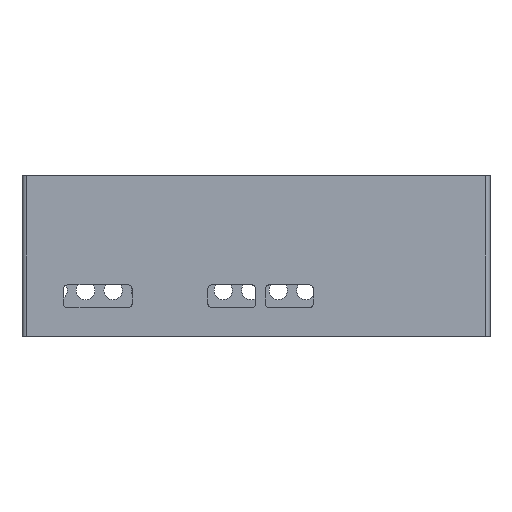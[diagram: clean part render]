
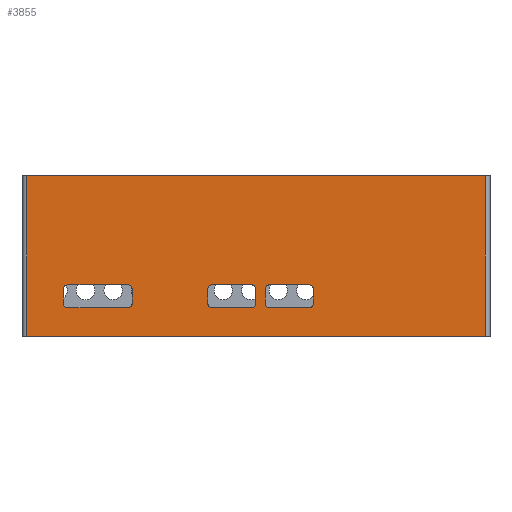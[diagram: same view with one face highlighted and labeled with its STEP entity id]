
A CAD part, front view. The second image highlights one B-rep face of the part: STEP entity #3855.
In plain terms, the highlighted planar face has unit normal (0, -1, 0).
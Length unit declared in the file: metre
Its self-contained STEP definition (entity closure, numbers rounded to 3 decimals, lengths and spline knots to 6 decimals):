
#162=LINE('',#5961,#478);
#163=LINE('',#5965,#479);
#164=LINE('',#5969,#480);
#165=LINE('',#5973,#481);
#166=LINE('',#5974,#482);
#167=LINE('',#5977,#483);
#168=LINE('',#5979,#484);
#169=LINE('',#5981,#485);
#170=LINE('',#5985,#486);
#171=LINE('',#5989,#487);
#172=LINE('',#5993,#488);
#173=LINE('',#5997,#489);
#174=LINE('',#6001,#490);
#175=LINE('',#6005,#491);
#176=LINE('',#6009,#492);
#177=LINE('',#6013,#493);
#478=VECTOR('',#4753,1.);
#479=VECTOR('',#4756,1.);
#480=VECTOR('',#4759,1.);
#481=VECTOR('',#4762,1.);
#482=VECTOR('',#4763,1.);
#483=VECTOR('',#4764,1.);
#484=VECTOR('',#4765,1.);
#485=VECTOR('',#4766,1.);
#486=VECTOR('',#4769,1.);
#487=VECTOR('',#4772,1.);
#488=VECTOR('',#4775,1.);
#489=VECTOR('',#4778,1.);
#490=VECTOR('',#4781,1.);
#491=VECTOR('',#4784,1.);
#492=VECTOR('',#4787,1.);
#493=VECTOR('',#4790,1.);
#896=ORIENTED_EDGE('',*,*,#1974,.F.);
#897=ORIENTED_EDGE('',*,*,#1975,.T.);
#898=ORIENTED_EDGE('',*,*,#1976,.F.);
#899=ORIENTED_EDGE('',*,*,#1977,.T.);
#900=ORIENTED_EDGE('',*,*,#1978,.F.);
#901=ORIENTED_EDGE('',*,*,#1979,.F.);
#902=ORIENTED_EDGE('',*,*,#1980,.F.);
#903=ORIENTED_EDGE('',*,*,#1981,.T.);
#904=ORIENTED_EDGE('',*,*,#1982,.T.);
#905=ORIENTED_EDGE('',*,*,#1983,.F.);
#906=ORIENTED_EDGE('',*,*,#1984,.F.);
#907=ORIENTED_EDGE('',*,*,#1985,.T.);
#908=ORIENTED_EDGE('',*,*,#1986,.F.);
#909=ORIENTED_EDGE('',*,*,#1987,.F.);
#910=ORIENTED_EDGE('',*,*,#1988,.F.);
#911=ORIENTED_EDGE('',*,*,#1989,.T.);
#912=ORIENTED_EDGE('',*,*,#1990,.F.);
#913=ORIENTED_EDGE('',*,*,#1991,.T.);
#914=ORIENTED_EDGE('',*,*,#1992,.F.);
#915=ORIENTED_EDGE('',*,*,#1993,.F.);
#916=ORIENTED_EDGE('',*,*,#1994,.F.);
#917=ORIENTED_EDGE('',*,*,#1995,.F.);
#918=ORIENTED_EDGE('',*,*,#1996,.F.);
#919=ORIENTED_EDGE('',*,*,#1997,.F.);
#920=ORIENTED_EDGE('',*,*,#1998,.F.);
#921=ORIENTED_EDGE('',*,*,#1999,.T.);
#922=ORIENTED_EDGE('',*,*,#2000,.F.);
#923=ORIENTED_EDGE('',*,*,#2001,.F.);
#1974=EDGE_CURVE('',#2512,#2513,#2868,.T.);
#1975=EDGE_CURVE('',#2512,#2514,#162,.T.);
#1976=EDGE_CURVE('',#2515,#2514,#2869,.T.);
#1977=EDGE_CURVE('',#2515,#2516,#163,.T.);
#1978=EDGE_CURVE('',#2517,#2516,#2870,.T.);
#1979=EDGE_CURVE('',#2518,#2517,#164,.T.);
#1980=EDGE_CURVE('',#2519,#2518,#2871,.T.);
#1981=EDGE_CURVE('',#2519,#2513,#165,.T.);
#1982=EDGE_CURVE('',#2520,#2521,#166,.T.);
#1983=EDGE_CURVE('',#2522,#2521,#167,.T.);
#1984=EDGE_CURVE('',#2523,#2522,#168,.T.);
#1985=EDGE_CURVE('',#2523,#2520,#169,.T.);
#1986=EDGE_CURVE('',#2524,#2525,#2872,.T.);
#1987=EDGE_CURVE('',#2526,#2524,#170,.T.);
#1988=EDGE_CURVE('',#2527,#2526,#2873,.T.);
#1989=EDGE_CURVE('',#2527,#2528,#171,.T.);
#1990=EDGE_CURVE('',#2529,#2528,#2874,.T.);
#1991=EDGE_CURVE('',#2529,#2530,#172,.T.);
#1992=EDGE_CURVE('',#2531,#2530,#2875,.T.);
#1993=EDGE_CURVE('',#2525,#2531,#173,.T.);
#1994=EDGE_CURVE('',#2532,#2533,#2876,.T.);
#1995=EDGE_CURVE('',#2534,#2532,#174,.T.);
#1996=EDGE_CURVE('',#2535,#2534,#2877,.T.);
#1997=EDGE_CURVE('',#2536,#2535,#175,.T.);
#1998=EDGE_CURVE('',#2537,#2536,#2878,.T.);
#1999=EDGE_CURVE('',#2537,#2538,#176,.T.);
#2000=EDGE_CURVE('',#2539,#2538,#2879,.T.);
#2001=EDGE_CURVE('',#2533,#2539,#177,.T.);
#2512=VERTEX_POINT('',#5959);
#2513=VERTEX_POINT('',#5960);
#2514=VERTEX_POINT('',#5962);
#2515=VERTEX_POINT('',#5964);
#2516=VERTEX_POINT('',#5966);
#2517=VERTEX_POINT('',#5968);
#2518=VERTEX_POINT('',#5970);
#2519=VERTEX_POINT('',#5972);
#2520=VERTEX_POINT('',#5975);
#2521=VERTEX_POINT('',#5976);
#2522=VERTEX_POINT('',#5978);
#2523=VERTEX_POINT('',#5980);
#2524=VERTEX_POINT('',#5983);
#2525=VERTEX_POINT('',#5984);
#2526=VERTEX_POINT('',#5986);
#2527=VERTEX_POINT('',#5988);
#2528=VERTEX_POINT('',#5990);
#2529=VERTEX_POINT('',#5992);
#2530=VERTEX_POINT('',#5994);
#2531=VERTEX_POINT('',#5996);
#2532=VERTEX_POINT('',#5999);
#2533=VERTEX_POINT('',#6000);
#2534=VERTEX_POINT('',#6002);
#2535=VERTEX_POINT('',#6004);
#2536=VERTEX_POINT('',#6006);
#2537=VERTEX_POINT('',#6008);
#2538=VERTEX_POINT('',#6010);
#2539=VERTEX_POINT('',#6012);
#2868=CIRCLE('',#4175,0.001);
#2869=CIRCLE('',#4176,0.001);
#2870=CIRCLE('',#4177,0.001);
#2871=CIRCLE('',#4178,0.001);
#2872=CIRCLE('',#4179,0.001);
#2873=CIRCLE('',#4180,0.001);
#2874=CIRCLE('',#4181,0.001);
#2875=CIRCLE('',#4182,0.001);
#2876=CIRCLE('',#4183,0.001);
#2877=CIRCLE('',#4184,0.001);
#2878=CIRCLE('',#4185,0.001);
#2879=CIRCLE('',#4186,0.001);
#3082=EDGE_LOOP('',(#896,#897,#898,#899,#900,#901,#902,#903));
#3083=EDGE_LOOP('',(#904,#905,#906,#907));
#3084=EDGE_LOOP('',(#908,#909,#910,#911,#912,#913,#914,#915));
#3085=EDGE_LOOP('',(#916,#917,#918,#919,#920,#921,#922,#923));
#3464=FACE_BOUND('',#3082,.T.);
#3465=FACE_BOUND('',#3083,.T.);
#3466=FACE_BOUND('',#3084,.T.);
#3467=FACE_BOUND('',#3085,.T.);
#3761=PLANE('',#4174);
#3855=ADVANCED_FACE('',(#3464,#3465,#3466,#3467),#3761,.F.);
#4174=AXIS2_PLACEMENT_3D('',#5957,#4749,#4750);
#4175=AXIS2_PLACEMENT_3D('',#5958,#4751,#4752);
#4176=AXIS2_PLACEMENT_3D('',#5963,#4754,#4755);
#4177=AXIS2_PLACEMENT_3D('',#5967,#4757,#4758);
#4178=AXIS2_PLACEMENT_3D('',#5971,#4760,#4761);
#4179=AXIS2_PLACEMENT_3D('',#5982,#4767,#4768);
#4180=AXIS2_PLACEMENT_3D('',#5987,#4770,#4771);
#4181=AXIS2_PLACEMENT_3D('',#5991,#4773,#4774);
#4182=AXIS2_PLACEMENT_3D('',#5995,#4776,#4777);
#4183=AXIS2_PLACEMENT_3D('',#5998,#4779,#4780);
#4184=AXIS2_PLACEMENT_3D('',#6003,#4782,#4783);
#4185=AXIS2_PLACEMENT_3D('',#6007,#4785,#4786);
#4186=AXIS2_PLACEMENT_3D('',#6011,#4788,#4789);
#4749=DIRECTION('',(0.,1.,0.));
#4750=DIRECTION('',(0.,0.,1.));
#4751=DIRECTION('',(0.,-1.,0.));
#4752=DIRECTION('',(0.,0.,-1.));
#4753=DIRECTION('',(-1.,0.,0.));
#4754=DIRECTION('',(0.,-1.,0.));
#4755=DIRECTION('',(0.,0.,-1.));
#4756=DIRECTION('',(0.,0.,1.));
#4757=DIRECTION('',(0.,-1.,0.));
#4758=DIRECTION('',(0.,0.,-1.));
#4759=DIRECTION('',(-1.,0.,0.));
#4760=DIRECTION('',(0.,-1.,0.));
#4761=DIRECTION('',(0.,0.,-1.));
#4762=DIRECTION('',(0.,0.,-1.));
#4763=DIRECTION('',(1.,0.,0.));
#4764=DIRECTION('',(0.,0.,-1.));
#4765=DIRECTION('',(1.,0.,0.));
#4766=DIRECTION('',(0.,0.,-1.));
#4767=DIRECTION('',(0.,-1.,0.));
#4768=DIRECTION('',(0.,0.,-1.));
#4769=DIRECTION('',(1.,0.,0.));
#4770=DIRECTION('',(0.,-1.,0.));
#4771=DIRECTION('',(0.,0.,-1.));
#4772=DIRECTION('',(0.,0.,1.));
#4773=DIRECTION('',(0.,-1.,0.));
#4774=DIRECTION('',(0.,0.,-1.));
#4775=DIRECTION('',(1.,0.,0.));
#4776=DIRECTION('',(0.,-1.,0.));
#4777=DIRECTION('',(0.,0.,-1.));
#4778=DIRECTION('',(0.,0.,1.));
#4779=DIRECTION('',(0.,-1.,0.));
#4780=DIRECTION('',(0.,0.,-1.));
#4781=DIRECTION('',(-1.,0.,0.));
#4782=DIRECTION('',(0.,-1.,0.));
#4783=DIRECTION('',(0.,0.,-1.));
#4784=DIRECTION('',(0.,0.,1.));
#4785=DIRECTION('',(0.,-1.,0.));
#4786=DIRECTION('',(0.,0.,-1.));
#4787=DIRECTION('',(-1.,0.,0.));
#4788=DIRECTION('',(0.,-1.,0.));
#4789=DIRECTION('',(0.,0.,-1.));
#4790=DIRECTION('',(0.,0.,-1.));
#5957=CARTESIAN_POINT('',(0.0045,-0.016412,0.035));
#5958=CARTESIAN_POINT('',(0.003498,-0.016412,0.0072));
#5959=CARTESIAN_POINT('',(0.003498,-0.016412,0.0062));
#5960=CARTESIAN_POINT('',(0.004498,-0.016412,0.0072));
#5961=CARTESIAN_POINT('',(-0.000752,-0.016412,0.0062));
#5962=CARTESIAN_POINT('',(-0.005002,-0.016412,0.0062));
#5963=CARTESIAN_POINT('',(-0.005002,-0.016412,0.0072));
#5964=CARTESIAN_POINT('',(-0.006002,-0.016412,0.0072));
#5965=CARTESIAN_POINT('',(-0.006002,-0.016412,0.0087));
#5966=CARTESIAN_POINT('',(-0.006002,-0.016412,0.0102));
#5967=CARTESIAN_POINT('',(-0.005002,-0.016412,0.0102));
#5968=CARTESIAN_POINT('',(-0.005002,-0.016412,0.0112));
#5969=CARTESIAN_POINT('',(-0.000752,-0.016412,0.0112));
#5970=CARTESIAN_POINT('',(0.003498,-0.016412,0.0112));
#5971=CARTESIAN_POINT('',(0.003498,-0.016412,0.0102));
#5972=CARTESIAN_POINT('',(0.004498,-0.016412,0.0102));
#5973=CARTESIAN_POINT('',(0.004498,-0.016412,0.0087));
#5974=CARTESIAN_POINT('',(0.0045,-0.016412,0.));
#5975=CARTESIAN_POINT('',(-0.0455,-0.016412,0.));
#5976=CARTESIAN_POINT('',(0.0545,-0.016412,0.));
#5977=CARTESIAN_POINT('',(0.0545,-0.016412,0.035));
#5978=CARTESIAN_POINT('',(0.0545,-0.016412,0.035));
#5979=CARTESIAN_POINT('',(0.0045,-0.016412,0.035));
#5980=CARTESIAN_POINT('',(-0.0455,-0.016412,0.035));
#5981=CARTESIAN_POINT('',(-0.0455,-0.016412,0.035));
#5982=CARTESIAN_POINT('',(-0.023502,-0.016412,0.0072));
#5983=CARTESIAN_POINT('',(-0.023502,-0.016412,0.0062));
#5984=CARTESIAN_POINT('',(-0.022502,-0.016412,0.0072));
#5985=CARTESIAN_POINT('',(-0.030002,-0.016412,0.0062));
#5986=CARTESIAN_POINT('',(-0.036502,-0.016412,0.0062));
#5987=CARTESIAN_POINT('',(-0.036502,-0.016412,0.0072));
#5988=CARTESIAN_POINT('',(-0.037502,-0.016412,0.0072));
#5989=CARTESIAN_POINT('',(-0.037502,-0.016412,0.0087));
#5990=CARTESIAN_POINT('',(-0.037502,-0.016412,0.0102));
#5991=CARTESIAN_POINT('',(-0.036502,-0.016412,0.0102));
#5992=CARTESIAN_POINT('',(-0.036502,-0.016412,0.0112));
#5993=CARTESIAN_POINT('',(-0.030002,-0.016412,0.0112));
#5994=CARTESIAN_POINT('',(-0.023502,-0.016412,0.0112));
#5995=CARTESIAN_POINT('',(-0.023502,-0.016412,0.0102));
#5996=CARTESIAN_POINT('',(-0.022502,-0.016412,0.0102));
#5997=CARTESIAN_POINT('',(-0.022502,-0.016412,0.0087));
#5998=CARTESIAN_POINT('',(0.007498,-0.016412,0.0102));
#5999=CARTESIAN_POINT('',(0.007498,-0.016412,0.0112));
#6000=CARTESIAN_POINT('',(0.006498,-0.016412,0.0102));
#6001=CARTESIAN_POINT('',(0.011748,-0.016412,0.0112));
#6002=CARTESIAN_POINT('',(0.015998,-0.016412,0.0112));
#6003=CARTESIAN_POINT('',(0.015998,-0.016412,0.0102));
#6004=CARTESIAN_POINT('',(0.016998,-0.016412,0.0102));
#6005=CARTESIAN_POINT('',(0.016998,-0.016412,0.0087));
#6006=CARTESIAN_POINT('',(0.016998,-0.016412,0.0072));
#6007=CARTESIAN_POINT('',(0.015998,-0.016412,0.0072));
#6008=CARTESIAN_POINT('',(0.015998,-0.016412,0.0062));
#6009=CARTESIAN_POINT('',(0.011748,-0.016412,0.0062));
#6010=CARTESIAN_POINT('',(0.007498,-0.016412,0.0062));
#6011=CARTESIAN_POINT('',(0.007498,-0.016412,0.0072));
#6012=CARTESIAN_POINT('',(0.006498,-0.016412,0.0072));
#6013=CARTESIAN_POINT('',(0.006498,-0.016412,0.0087));
